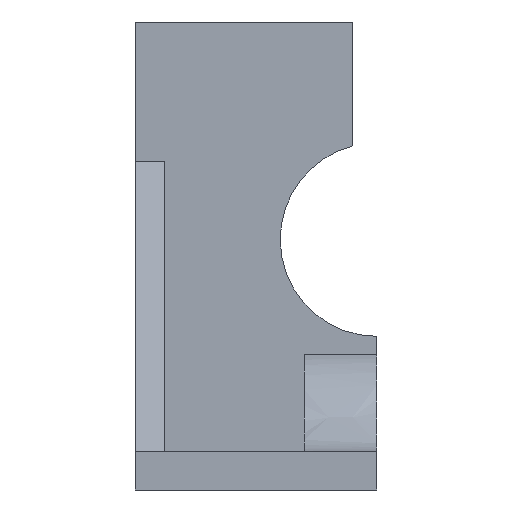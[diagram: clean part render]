
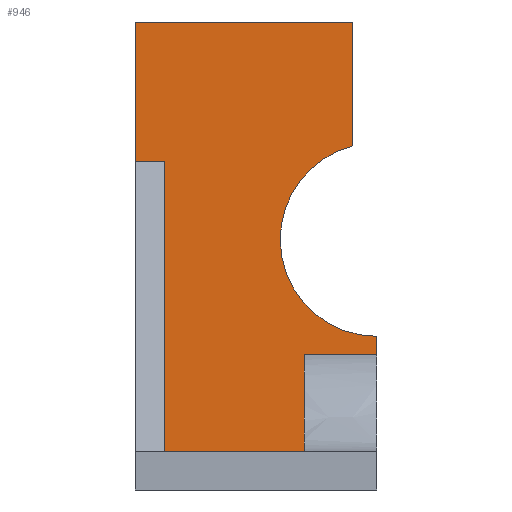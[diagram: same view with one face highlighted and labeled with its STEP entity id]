
A CAD part, front view. The second image highlights one B-rep face of the part: STEP entity #946.
In plain terms, the highlighted planar face has unit normal (0, -1, 0).
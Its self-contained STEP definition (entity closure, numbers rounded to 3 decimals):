
#27 = LINE ( 'NONE', #850, #475 ) ;
#36 = ORIENTED_EDGE ( 'NONE', *, *, #1059, .T. ) ;
#37 = LINE ( 'NONE', #861, #629 ) ;
#50 = CARTESIAN_POINT ( 'NONE',  ( 0., 25., 8. ) ) ;
#53 = CARTESIAN_POINT ( 'NONE',  ( -55., 25., 71.145 ) ) ;
#57 = ORIENTED_EDGE ( 'NONE', *, *, #1042, .T. ) ;
#111 = CARTESIAN_POINT ( 'NONE',  ( -50., 25., 51.78 ) ) ;
#118 = DIRECTION ( 'NONE',  ( 0., 0., 1. ) ) ;
#141 = DIRECTION ( 'NONE',  ( 1., 0., 0. ) ) ;
#146 = DIRECTION ( 'NONE',  ( 1., 0., 0. ) ) ;
#156 = CARTESIAN_POINT ( 'NONE',  ( -94., 25., 68. ) ) ;
#164 = CARTESIAN_POINT ( 'NONE',  ( -94., 25., 68. ) ) ;
#188 = ORIENTED_EDGE ( 'NONE', *, *, #449, .T. ) ;
#196 = CARTESIAN_POINT ( 'NONE',  ( -100., 25., 0. ) ) ;
#199 = CARTESIAN_POINT ( 'NONE',  ( -100., 25., 68. ) ) ;
#228 = CARTESIAN_POINT ( 'NONE',  ( -55., 25., 28. ) ) ;
#234 = CIRCLE ( 'NONE', #907, 20. ) ;
#275 = EDGE_LOOP ( 'NONE', ( #57, #1028, #658, #824, #188, #318, #464, #311, #1023, #36, #573 ) ) ;
#297 = DIRECTION ( 'NONE',  ( -1., 0., 0. ) ) ;
#300 = DIRECTION ( 'NONE',  ( 0., 0., 1. ) ) ;
#306 = CARTESIAN_POINT ( 'NONE',  ( -65., 25., 28. ) ) ;
#311 = ORIENTED_EDGE ( 'NONE', *, *, #1146, .F. ) ;
#318 = ORIENTED_EDGE ( 'NONE', *, *, #1082, .F. ) ;
#321 = DIRECTION ( 'NONE',  ( 0., 0., 1. ) ) ;
#340 = EDGE_CURVE ( 'NONE', #1081, #359, #1052, .T. ) ;
#354 = VECTOR ( 'NONE', #300, 1000. ) ;
#359 = VERTEX_POINT ( 'NONE', #833 ) ;
#362 = CARTESIAN_POINT ( 'NONE',  ( -55., 25., 96.78 ) ) ;
#370 = CARTESIAN_POINT ( 'NONE',  ( 0., 25., 0. ) ) ;
#371 = DIRECTION ( 'NONE',  ( -1., 0., 0. ) ) ;
#381 = B_SPLINE_CURVE_WITH_KNOTS ( 'NONE', 3,
 ( #306, #665, #228, #574 ),
 .UNSPECIFIED., .F., .F.,
 ( 4, 4 ),
 ( 0., 0.5 ),
 .UNSPECIFIED. ) ;
#449 = EDGE_CURVE ( 'NONE', #718, #766, #593, .T. ) ;
#464 = ORIENTED_EDGE ( 'NONE', *, *, #575, .F. ) ;
#467 = DIRECTION ( 'NONE',  ( 0., 1., 0. ) ) ;
#475 = VECTOR ( 'NONE', #477, 1000. ) ;
#477 = DIRECTION ( 'NONE',  ( 0., 0., 1. ) ) ;
#482 = VERTEX_POINT ( 'NONE', #1156 ) ;
#498 = LINE ( 'NONE', #50, #520 ) ;
#502 = VERTEX_POINT ( 'NONE', #199 ) ;
#511 = EDGE_CURVE ( 'NONE', #738, #718, #234, .T. ) ;
#520 = VECTOR ( 'NONE', #141, 1000. ) ;
#544 = LINE ( 'NONE', #1015, #828 ) ;
#571 = VERTEX_POINT ( 'NONE', #744 ) ;
#573 = ORIENTED_EDGE ( 'NONE', *, *, #340, .T. ) ;
#574 = CARTESIAN_POINT ( 'NONE',  ( -50., 25., 28. ) ) ;
#575 = EDGE_CURVE ( 'NONE', #502, #571, #1101, .T. ) ;
#578 = CARTESIAN_POINT ( 'NONE',  ( -55., 25., 0. ) ) ;
#586 = CARTESIAN_POINT ( 'NONE',  ( -65., 25., 8. ) ) ;
#593 = LINE ( 'NONE', #578, #1107 ) ;
#594 = CARTESIAN_POINT ( 'NONE',  ( -65., 25., 18. ) ) ;
#606 = VECTOR ( 'NONE', #793, 1000. ) ;
#625 = EDGE_CURVE ( 'NONE', #685, #1158, #27, .T. ) ;
#629 = VECTOR ( 'NONE', #146, 1000. ) ;
#631 = FACE_OUTER_BOUND ( 'NONE', #275, .T. ) ;
#658 = ORIENTED_EDGE ( 'NONE', *, *, #901, .T. ) ;
#659 = DIRECTION ( 'NONE',  ( 0., 1., 0. ) ) ;
#665 = CARTESIAN_POINT ( 'NONE',  ( -60., 25., 28. ) ) ;
#675 = VERTEX_POINT ( 'NONE', #156 ) ;
#685 = VERTEX_POINT ( 'NONE', #1154 ) ;
#718 = VERTEX_POINT ( 'NONE', #53 ) ;
#738 = VERTEX_POINT ( 'NONE', #963 ) ;
#744 = CARTESIAN_POINT ( 'NONE',  ( -100., 25., 96.78 ) ) ;
#750 = CIRCLE ( 'NONE', #774, 20. ) ;
#766 = VERTEX_POINT ( 'NONE', #362 ) ;
#774 = AXIS2_PLACEMENT_3D ( 'NONE', #1100, #467, #925 ) ;
#793 = DIRECTION ( 'NONE',  ( 0., 0., 1. ) ) ;
#824 = ORIENTED_EDGE ( 'NONE', *, *, #511, .T. ) ;
#828 = VECTOR ( 'NONE', #118, 1000. ) ;
#833 = CARTESIAN_POINT ( 'NONE',  ( -65., 25., 28. ) ) ;
#844 = EDGE_CURVE ( 'NONE', #482, #675, #544, .T. ) ;
#850 = CARTESIAN_POINT ( 'NONE',  ( -50., 25., 0. ) ) ;
#861 = CARTESIAN_POINT ( 'NONE',  ( 0., 25., 96.78 ) ) ;
#896 = LINE ( 'NONE', #164, #1135 ) ;
#901 = EDGE_CURVE ( 'NONE', #1158, #738, #750, .T. ) ;
#907 = AXIS2_PLACEMENT_3D ( 'NONE', #111, #659, #371 ) ;
#925 = DIRECTION ( 'NONE',  ( -1., 0., 0. ) ) ;
#946 = ADVANCED_FACE ( 'NONE', ( #631 ), #1001, .F. ) ;
#963 = CARTESIAN_POINT ( 'NONE',  ( -70., 25., 51.78 ) ) ;
#982 = DIRECTION ( 'NONE',  ( -1., 0., 0. ) ) ;
#1001 = PLANE ( 'NONE',  #1053 ) ;
#1015 = CARTESIAN_POINT ( 'NONE',  ( -94., 25., 0. ) ) ;
#1023 = ORIENTED_EDGE ( 'NONE', *, *, #844, .F. ) ;
#1028 = ORIENTED_EDGE ( 'NONE', *, *, #625, .T. ) ;
#1042 = EDGE_CURVE ( 'NONE', #359, #685, #381, .T. ) ;
#1052 = LINE ( 'NONE', #594, #606 ) ;
#1053 = AXIS2_PLACEMENT_3D ( 'NONE', #370, #1127, #297 ) ;
#1059 = EDGE_CURVE ( 'NONE', #482, #1081, #498, .T. ) ;
#1081 = VERTEX_POINT ( 'NONE', #586 ) ;
#1082 = EDGE_CURVE ( 'NONE', #571, #766, #37, .T. ) ;
#1100 = CARTESIAN_POINT ( 'NONE',  ( -50., 25., 51.78 ) ) ;
#1101 = LINE ( 'NONE', #196, #354 ) ;
#1107 = VECTOR ( 'NONE', #321, 1000. ) ;
#1118 = CARTESIAN_POINT ( 'NONE',  ( -50., 25., 31.78 ) ) ;
#1127 = DIRECTION ( 'NONE',  ( 0., 1., 0. ) ) ;
#1135 = VECTOR ( 'NONE', #982, 1000. ) ;
#1146 = EDGE_CURVE ( 'NONE', #675, #502, #896, .T. ) ;
#1154 = CARTESIAN_POINT ( 'NONE',  ( -50., 25., 28. ) ) ;
#1156 = CARTESIAN_POINT ( 'NONE',  ( -94., 25., 8. ) ) ;
#1158 = VERTEX_POINT ( 'NONE', #1118 ) ;
